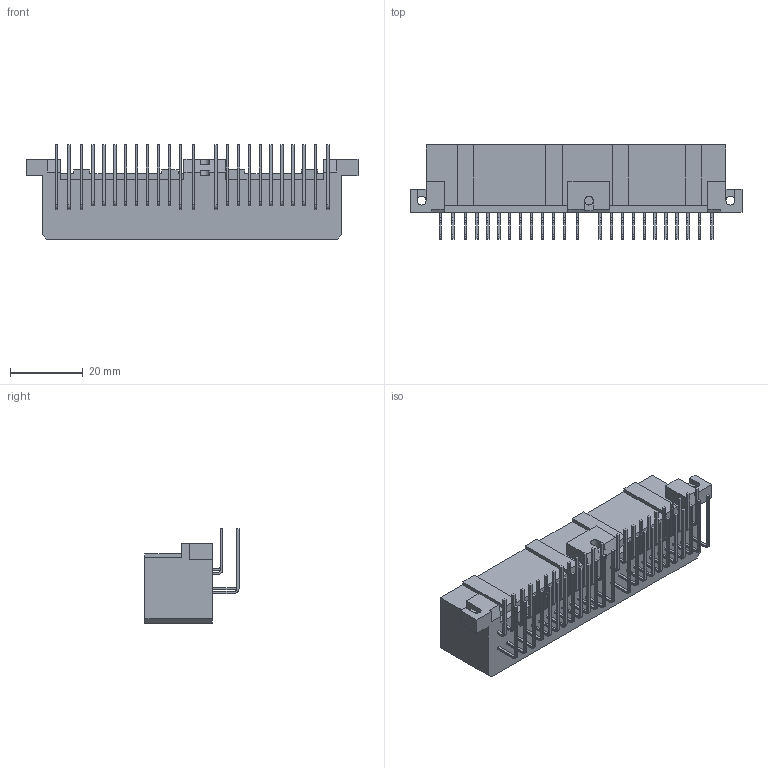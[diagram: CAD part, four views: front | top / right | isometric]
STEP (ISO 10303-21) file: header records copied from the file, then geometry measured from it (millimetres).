
FILE_DESCRIPTION((''),'2;1');
FILE_NAME('C-0174917-06-3','2007-09-06T',('workeradm'),('Tyco Electronics Corporation'),'PRO/ENGINEER BY PARAMETRIC TECHNOLOGY CORPORATION, 2005450','PRO/ENGINEER BY PARAMETRIC TECHNOLOGY CORPORATION, 2005450','');
FILE_SCHEMA(('CONFIG_CONTROL_DESIGN', 'GEOMETRIC_VALIDATION_PROPERTIES_MIM'));
Length unit declared in the file: millimetre
Products named in the file (1): C-0174917-06-3
Bounding box: 91.15 x 25.82 x 25.9 mm (x, y, z)
Volume: 13936.2 mm3; surface area: 15305.4 mm2
Topology: 1 solids, 1 shells, 907 faces, 2375 edges, 1562 vertices
Faces by surface type: plane 805, cylinder 102
Entity records: 27542 total; most frequent: CARTESIAN_POINT 4845, ORIENTED_EDGE 4750, DIRECTION 4393, EDGE_CURVE 2375, VECTOR 2171, LINE 2171, VERTEX_POINT 1562, AXIS2_PLACEMENT_3D 1111
